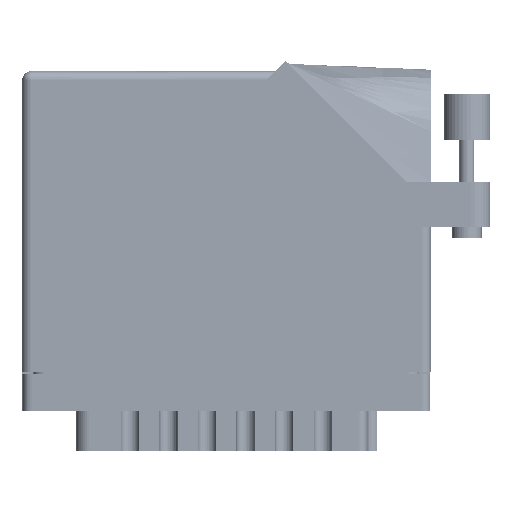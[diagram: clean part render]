
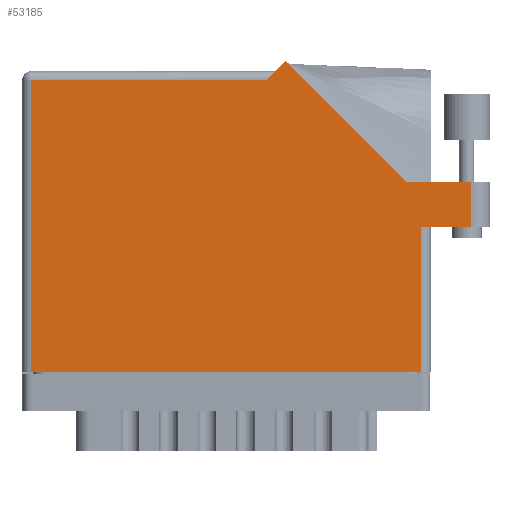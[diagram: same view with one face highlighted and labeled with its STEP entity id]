
A CAD part, front view. The second image highlights one B-rep face of the part: STEP entity #53185.
In plain terms, the highlighted face is planar.
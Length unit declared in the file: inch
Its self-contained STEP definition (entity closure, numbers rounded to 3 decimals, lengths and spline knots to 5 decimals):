
#139 = LINE ( 'NONE', #22636, #89413 ) ;
#649 = VECTOR ( 'NONE', #33484, 39.37008 ) ;
#1412 = VERTEX_POINT ( 'NONE', #90366 ) ;
#1499 = DIRECTION ( 'NONE',  ( 0., 1., 0. ) ) ;
#2216 = DIRECTION ( 'NONE',  ( -0.707, 0.707, 0. ) ) ;
#4401 = VERTEX_POINT ( 'NONE', #51670 ) ;
#5878 = EDGE_CURVE ( 'NONE', #68342, #1412, #46140, .T. ) ;
#7484 = VERTEX_POINT ( 'NONE', #46041 ) ;
#7837 = EDGE_CURVE ( 'NONE', #7484, #89359, #81187, .T. ) ;
#7882 = DIRECTION ( 'NONE',  ( 1., 0., 0. ) ) ;
#7886 = FACE_OUTER_BOUND ( 'NONE', #10022, .T. ) ;
#10022 = EDGE_LOOP ( 'NONE', ( #95797, #93072, #26209, #56289, #18120, #85875, #39890, #86901, #37188 ) ) ;
#10994 = VECTOR ( 'NONE', #18331, 39.37008 ) ;
#14902 = CARTESIAN_POINT ( 'NONE',  ( 0.062, 0., 0. ) ) ;
#15811 = VECTOR ( 'NONE', #20334, 39.37008 ) ;
#16159 = EDGE_CURVE ( 'NONE', #89359, #68342, #25205, .T. ) ;
#17844 = CARTESIAN_POINT ( 'NONE',  ( 2.693, 0.98, 0. ) ) ;
#18120 = ORIENTED_EDGE ( 'NONE', *, *, #31479, .T. ) ;
#18331 = DIRECTION ( 'NONE',  ( -1., 0., 0. ) ) ;
#19272 = CARTESIAN_POINT ( 'NONE',  ( 2.755, 0.98, 0. ) ) ;
#20334 = DIRECTION ( 'NONE',  ( 0., -1., 0. ) ) ;
#22636 = CARTESIAN_POINT ( 'NONE',  ( 1.705, 2.03, 0. ) ) ;
#23528 = DIRECTION ( 'NONE',  ( 0., 0., -1. ) ) ;
#25205 = LINE ( 'NONE', #63741, #649 ) ;
#26209 = ORIENTED_EDGE ( 'NONE', *, *, #16159, .T. ) ;
#27149 = VECTOR ( 'NONE', #1499, 39.37008 ) ;
#31017 = LINE ( 'NONE', #17844, #64034 ) ;
#31479 = EDGE_CURVE ( 'NONE', #1412, #4401, #139, .T. ) ;
#32587 = EDGE_CURVE ( 'NONE', #34850, #84602, #66982, .T. ) ;
#33484 = DIRECTION ( 'NONE',  ( -1., 0., 0. ) ) ;
#34850 = VERTEX_POINT ( 'NONE', #14902 ) ;
#35304 = VECTOR ( 'NONE', #2216, 39.37008 ) ;
#37188 = ORIENTED_EDGE ( 'NONE', *, *, #70444, .T. ) ;
#39467 = CARTESIAN_POINT ( 'NONE',  ( 3.03, 1.287, 0. ) ) ;
#39890 = ORIENTED_EDGE ( 'NONE', *, *, #61038, .T. ) ;
#40773 = LINE ( 'NONE', #77920, #10994 ) ;
#41800 = VERTEX_POINT ( 'NONE', #48268 ) ;
#45926 = DIRECTION ( 'NONE',  ( -1., 0., 0. ) ) ;
#46041 = CARTESIAN_POINT ( 'NONE',  ( 3.03, 0.98, 0. ) ) ;
#46140 = LINE ( 'NONE', #75985, #35304 ) ;
#46907 = PLANE ( 'NONE',  #91900 ) ;
#47088 = LINE ( 'NONE', #19272, #94157 ) ;
#48268 = CARTESIAN_POINT ( 'NONE',  ( 0.062, 1.968, 0. ) ) ;
#51670 = CARTESIAN_POINT ( 'NONE',  ( 1.643, 1.968, 0. ) ) ;
#52759 = CARTESIAN_POINT ( 'NONE',  ( 3.03, 1.287, 0. ) ) ;
#52764 = CARTESIAN_POINT ( 'NONE',  ( 0., 0., 0. ) ) ;
#53185 = ADVANCED_FACE ( 'NONE', ( #7886 ), #46907, .F. ) ;
#55862 = DIRECTION ( 'NONE',  ( 1., 0., 0. ) ) ;
#56289 = ORIENTED_EDGE ( 'NONE', *, *, #5878, .T. ) ;
#56333 = CARTESIAN_POINT ( 'NONE',  ( 2.693, 0.98, 0. ) ) ;
#56941 = LINE ( 'NONE', #78986, #15811 ) ;
#61038 = EDGE_CURVE ( 'NONE', #41800, #34850, #56941, .T. ) ;
#61913 = CARTESIAN_POINT ( 'NONE',  ( 2.693, 0., 0. ) ) ;
#62252 = DIRECTION ( 'NONE',  ( 0., 1., 0. ) ) ;
#63741 = CARTESIAN_POINT ( 'NONE',  ( 3.155, 1.287, 0. ) ) ;
#64034 = VECTOR ( 'NONE', #62252, 39.37008 ) ;
#66982 = LINE ( 'NONE', #52764, #94273 ) ;
#68342 = VERTEX_POINT ( 'NONE', #79564 ) ;
#70444 = EDGE_CURVE ( 'NONE', #84602, #73797, #31017, .T. ) ;
#70659 = EDGE_CURVE ( 'NONE', #4401, #41800, #40773, .T. ) ;
#73797 = VERTEX_POINT ( 'NONE', #56333 ) ;
#75133 = EDGE_CURVE ( 'NONE', #73797, #7484, #47088, .T. ) ;
#75356 = DIRECTION ( 'NONE',  ( -0.707, -0.707, 0. ) ) ;
#75985 = CARTESIAN_POINT ( 'NONE',  ( 2.58942, 1.287, 0. ) ) ;
#76263 = CARTESIAN_POINT ( 'NONE',  ( 0., 2.03, 0. ) ) ;
#77920 = CARTESIAN_POINT ( 'NONE',  ( 0., 1.968, 0. ) ) ;
#78986 = CARTESIAN_POINT ( 'NONE',  ( 0.062, 0., 0. ) ) ;
#79564 = CARTESIAN_POINT ( 'NONE',  ( 2.58942, 1.287, 0. ) ) ;
#81187 = LINE ( 'NONE', #52759, #27149 ) ;
#84602 = VERTEX_POINT ( 'NONE', #61913 ) ;
#85875 = ORIENTED_EDGE ( 'NONE', *, *, #70659, .T. ) ;
#86901 = ORIENTED_EDGE ( 'NONE', *, *, #32587, .T. ) ;
#89359 = VERTEX_POINT ( 'NONE', #39467 ) ;
#89413 = VECTOR ( 'NONE', #75356, 39.37008 ) ;
#90366 = CARTESIAN_POINT ( 'NONE',  ( 1.77571, 2.10071, 0. ) ) ;
#91900 = AXIS2_PLACEMENT_3D ( 'NONE', #76263, #23528, #45926 ) ;
#93072 = ORIENTED_EDGE ( 'NONE', *, *, #7837, .T. ) ;
#94157 = VECTOR ( 'NONE', #55862, 39.37008 ) ;
#94273 = VECTOR ( 'NONE', #7882, 39.37008 ) ;
#95797 = ORIENTED_EDGE ( 'NONE', *, *, #75133, .T. ) ;
